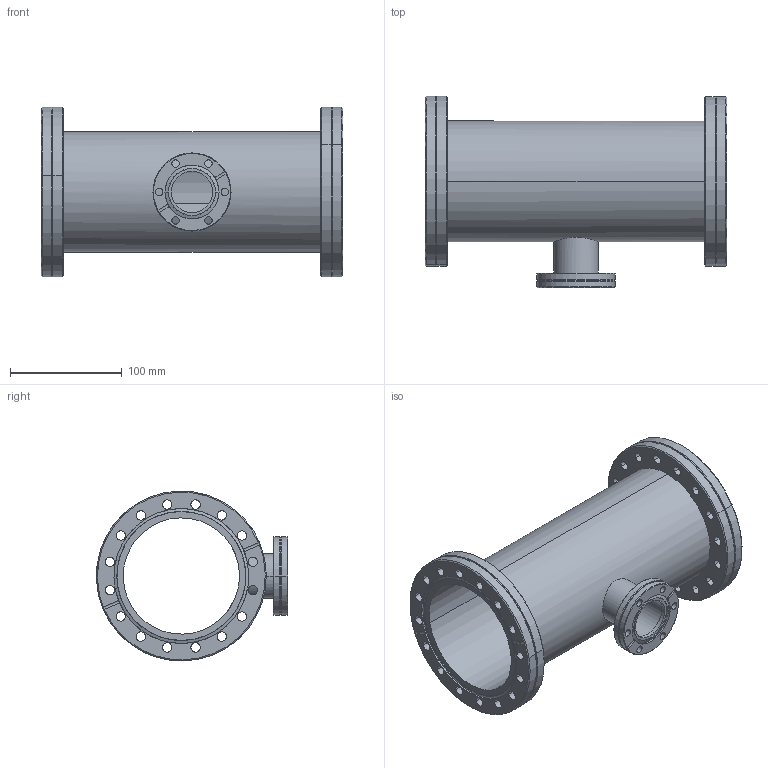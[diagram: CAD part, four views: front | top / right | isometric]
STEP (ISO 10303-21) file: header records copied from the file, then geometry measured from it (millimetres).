
FILE_DESCRIPTION (( 'STEP AP214' ), '1' );
FILE_NAME ('420RTR100-040.stp', '2017-05-31T09:36:47', ( '' ), ( '' ), 'SwSTEP 2.0', 'SolidWorks 2015', '' );
FILE_SCHEMA (( 'AUTOMOTIVE_DESIGN' ));
Length unit declared in the file: millimetre
Products named in the file (1): 420RTR100-040
Bounding box: 270 x 170.98 x 151.96 mm (x, y, z)
Volume: 524728.1 mm3; surface area: 271675.4 mm2
Topology: 4 solids, 5 shells, 198 faces, 497 edges, 313 vertices
Faces by surface type: cylinder 127, cone 29, torus 22, plane 20
Entity records: 9009 total; most frequent: CARTESIAN_POINT 1625, DIRECTION 1180, ORIENTED_EDGE 994, AXIS2_PLACEMENT_3D 510, EDGE_CURVE 497, VERTEX_POINT 313, CIRCLE 311, EDGE_LOOP 290
